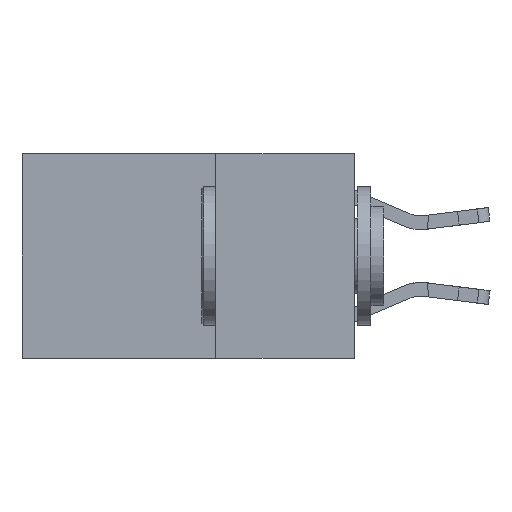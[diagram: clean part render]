
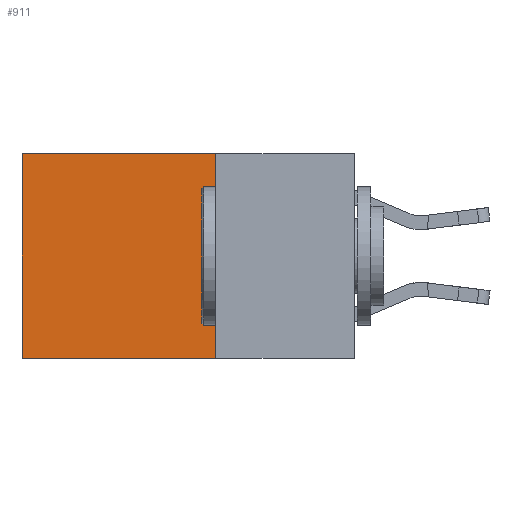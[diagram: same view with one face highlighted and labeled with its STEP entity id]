
A CAD part, left-side view. The second image highlights one B-rep face of the part: STEP entity #911.
In plain terms, the highlighted planar face has unit normal (-1, 0, 0).
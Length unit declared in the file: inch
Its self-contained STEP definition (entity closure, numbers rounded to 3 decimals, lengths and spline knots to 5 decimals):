
#639 = DIRECTION ( 'NONE',  ( 0., 1., 0. ) ) ;
#911 = ADVANCED_FACE ( 'NONE', ( #1507 ), #5920, .F. ) ;
#1507 = FACE_OUTER_BOUND ( 'NONE', #16591, .T. ) ;
#2130 = LINE ( 'NONE', #7786, #2320 ) ;
#2320 = VECTOR ( 'NONE', #7501, 39.37008 ) ;
#2354 = DIRECTION ( 'NONE',  ( 0., 1., 0. ) ) ;
#2652 = EDGE_CURVE ( 'NONE', #6676, #4345, #2130, .T. ) ;
#2724 = LINE ( 'NONE', #5259, #11480 ) ;
#2827 = EDGE_CURVE ( 'NONE', #11780, #11457, #5755, .T. ) ;
#3689 = ORIENTED_EDGE ( 'NONE', *, *, #9118, .T. ) ;
#4345 = VERTEX_POINT ( 'NONE', #6891 ) ;
#5022 = CARTESIAN_POINT ( 'NONE',  ( 0.2625, 0.6, 0. ) ) ;
#5249 = ORIENTED_EDGE ( 'NONE', *, *, #15782, .F. ) ;
#5259 = CARTESIAN_POINT ( 'NONE',  ( 0.2625, 0.25, -0.37 ) ) ;
#5755 = LINE ( 'NONE', #12498, #10982 ) ;
#5920 = PLANE ( 'NONE',  #14847 ) ;
#6676 = VERTEX_POINT ( 'NONE', #11829 ) ;
#6891 = CARTESIAN_POINT ( 'NONE',  ( 0.2625, 0.25, -0.37 ) ) ;
#7501 = DIRECTION ( 'NONE',  ( 0., 0., -1. ) ) ;
#7786 = CARTESIAN_POINT ( 'NONE',  ( 0.2625, 0.25, 0. ) ) ;
#8494 = DIRECTION ( 'NONE',  ( 0., 0., -1. ) ) ;
#8915 = CARTESIAN_POINT ( 'NONE',  ( 0.2625, 0.25, 0. ) ) ;
#9118 = EDGE_CURVE ( 'NONE', #6676, #11780, #13470, .T. ) ;
#9775 = DIRECTION ( 'NONE',  ( 0., 0., -1. ) ) ;
#10982 = VECTOR ( 'NONE', #9775, 39.37008 ) ;
#11457 = VERTEX_POINT ( 'NONE', #12148 ) ;
#11480 = VECTOR ( 'NONE', #2354, 39.37008 ) ;
#11603 = DIRECTION ( 'NONE',  ( 1., 0., 0. ) ) ;
#11780 = VERTEX_POINT ( 'NONE', #5022 ) ;
#11829 = CARTESIAN_POINT ( 'NONE',  ( 0.2625, 0.25, 0. ) ) ;
#12148 = CARTESIAN_POINT ( 'NONE',  ( 0.2625, 0.6, -0.37 ) ) ;
#12265 = ORIENTED_EDGE ( 'NONE', *, *, #2827, .T. ) ;
#12498 = CARTESIAN_POINT ( 'NONE',  ( 0.2625, 0.6, 0. ) ) ;
#12922 = CARTESIAN_POINT ( 'NONE',  ( 0.2625, 0.25, 0. ) ) ;
#13470 = LINE ( 'NONE', #8915, #16291 ) ;
#14847 = AXIS2_PLACEMENT_3D ( 'NONE', #12922, #11603, #8494 ) ;
#15782 = EDGE_CURVE ( 'NONE', #4345, #11457, #2724, .T. ) ;
#16291 = VECTOR ( 'NONE', #639, 39.37008 ) ;
#16591 = EDGE_LOOP ( 'NONE', ( #12265, #5249, #18060, #3689 ) ) ;
#18060 = ORIENTED_EDGE ( 'NONE', *, *, #2652, .F. ) ;
